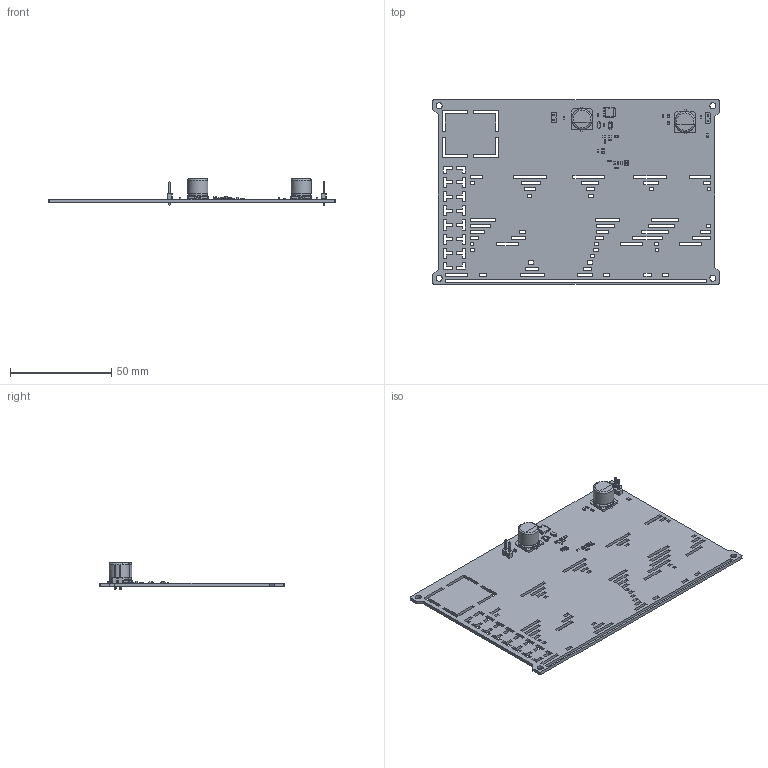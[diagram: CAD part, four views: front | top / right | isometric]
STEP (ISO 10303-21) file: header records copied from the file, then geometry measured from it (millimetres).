
FILE_DESCRIPTION(('KiCad electronic assembly'),'2;1');
FILE_NAME('2022_NYG_Card.step','2021-12-31T12:01:05',('An Author'),( 'A Company'),'Open CASCADE STEP processor 7.5', 'KiCad to STEP converter','Unknown');
FILE_SCHEMA(('AUTOMOTIVE_DESIGN { 1 0 10303 214 1 1 1 1 }'));
Length unit declared in the file: millimetre
Products named in the file (16): Open CASCADE STEP translator 7.5 1; D_SOD-123; SOLID; R_0805_2012Metric; R_0603_1608Metric; LFPAK56; PinHeader_1x02_P2.54mm_Vertical; CP_Elec_10x10; C_0603_1608Metric; COMPOUND
Assembly tree (38 placements, depth 3):
  Open CASCADE STEP translator 7.5 1
    D_SOD-123  x2
      SOLID
    R_0805_2012Metric
      SOLID
    R_0603_1608Metric  x14
      SOLID
    LFPAK56
      SOLID
    PinHeader_1x02_P2.54mm_Vertical  x2
      SOLID
    CP_Elec_10x10  x2
      SOLID
    C_0603_1608Metric  x8
      SOLID
    COMPOUND
Bounding box: 141 x 91 x 13 mm (x, y, z)
Volume: 19931.3 mm3; surface area: 27852.8 mm2
Topology: 31 solids, 31 shells, 1459 faces, 3443 edges, 2048 vertices
Faces by surface type: plane 1099, cylinder 294, bspline 56, torus 8, revolution 2
Full cylindrical faces by diameter (mm): 0.5 x1, 1 x4, 3 x4, 10 x4
Entity records: 52072 total; most frequent: CARTESIAN_POINT 8912, DIRECTION 7448, LINE 5616, VECTOR 5616, ORIENTED_EDGE 3980, PCURVE 3980, DEFINITIONAL_REPRESENTATION 3980, EDGE_CURVE 1990
